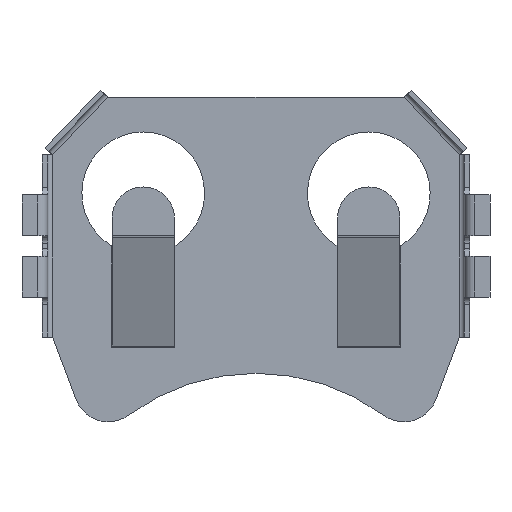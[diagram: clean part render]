
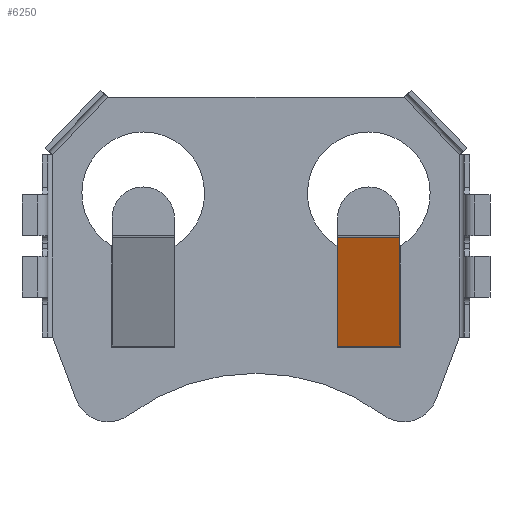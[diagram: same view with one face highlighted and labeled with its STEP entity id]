
A CAD part, front view. The second image highlights one B-rep face of the part: STEP entity #6250.
In plain terms, the highlighted planar face has unit normal (0, -0.94, -0.342).
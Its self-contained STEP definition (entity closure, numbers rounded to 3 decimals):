
#3127 = CYLINDRICAL_SURFACE('',#3128,0.254);
#3128 = AXIS2_PLACEMENT_3D('',#3129,#3130,#3131);
#3129 = CARTESIAN_POINT('',(4.051,-0.254,-12.446));
#3130 = DIRECTION('',(-1.,-0.,-0.));
#3131 = DIRECTION('',(-0.,0.94,0.342));
#5711 = VERTEX_POINT('',#5712);
#5712 = CARTESIAN_POINT('',(7.15,-0.015,-12.359)
  );
#5728 = PLANE('',#5729);
#5729 = AXIS2_PLACEMENT_3D('',#5730,#5731,#5732);
#5730 = CARTESIAN_POINT('',(7.15,0.239,-12.314));
#5731 = DIRECTION('',(-1.,0.,0.));
#5732 = DIRECTION('',(0.,0.,1.));
#5833 = VERTEX_POINT('',#5834);
#5834 = CARTESIAN_POINT('',(4.051,-0.015,-12.359)
  );
#5898 = PLANE('',#5899);
#5899 = AXIS2_PLACEMENT_3D('',#5900,#5901,#5902);
#5900 = CARTESIAN_POINT('',(4.051,0.239,-12.314));
#5901 = DIRECTION('',(1.,0.,-0.));
#5902 = DIRECTION('',(-0.,0.,-1.));
#6017 = EDGE_CURVE('',#5711,#5833,#6018,.T.);
#6018 = SURFACE_CURVE('',#6019,(#6023,#6052),.PCURVE_S1.);
#6019 = LINE('',#6020,#6021);
#6020 = CARTESIAN_POINT('',(7.15,-0.015,-12.359)
  );
#6021 = VECTOR('',#6022,1.);
#6022 = DIRECTION('',(-1.,0.,0.));
#6023 = PCURVE('',#3127,#6024);
#6024 = DEFINITIONAL_REPRESENTATION('',(#6025),#6051);
#6025 = B_SPLINE_CURVE_WITH_KNOTS('',3,(#6026,#6027,#6028,#6029,#6030,
    #6031,#6032,#6033,#6034,#6035,#6036,#6037,#6038,#6039,#6040,#6041,
    #6042,#6043,#6044,#6045,#6046,#6047,#6048,#6049,#6050),
  .UNSPECIFIED.,.F.,.F.,(4,1,1,1,1,1,1,1,1,1,1,1,1,1,1,1,1,1,1,1,1,1,4),
  (0.,0.141,0.282,0.423,
    0.563,0.704,0.845,0.986,
    1.127,1.268,1.409,1.549,1.69,
    1.831,1.972,2.113,2.254,
    2.395,2.535,2.676,2.817,
    2.958,3.099),.QUASI_UNIFORM_KNOTS.);
#6026 = CARTESIAN_POINT('',(0.,-3.099));
#6027 = CARTESIAN_POINT('',(0.,-3.052));
#6028 = CARTESIAN_POINT('',(0.,-2.958));
#6029 = CARTESIAN_POINT('',(0.,-2.817));
#6030 = CARTESIAN_POINT('',(0.,-2.676));
#6031 = CARTESIAN_POINT('',(0.,-2.535));
#6032 = CARTESIAN_POINT('',(0.,-2.395));
#6033 = CARTESIAN_POINT('',(0.,-2.254));
#6034 = CARTESIAN_POINT('',(0.,-2.113));
#6035 = CARTESIAN_POINT('',(0.,-1.972));
#6036 = CARTESIAN_POINT('',(0.,-1.831));
#6037 = CARTESIAN_POINT('',(0.,-1.69));
#6038 = CARTESIAN_POINT('',(0.,-1.549));
#6039 = CARTESIAN_POINT('',(0.,-1.409));
#6040 = CARTESIAN_POINT('',(0.,-1.268));
#6041 = CARTESIAN_POINT('',(0.,-1.127));
#6042 = CARTESIAN_POINT('',(0.,-0.986));
#6043 = CARTESIAN_POINT('',(0.,-0.845));
#6044 = CARTESIAN_POINT('',(0.,-0.704));
#6045 = CARTESIAN_POINT('',(0.,-0.563));
#6046 = CARTESIAN_POINT('',(0.,-0.423));
#6047 = CARTESIAN_POINT('',(0.,-0.282));
#6048 = CARTESIAN_POINT('',(0.,-0.141));
#6049 = CARTESIAN_POINT('',(0.,-0.047));
#6050 = CARTESIAN_POINT('',(0.,0.));
#6051 = ( GEOMETRIC_REPRESENTATION_CONTEXT(2) 
PARAMETRIC_REPRESENTATION_CONTEXT() REPRESENTATION_CONTEXT('2D SPACE',''
  ) );
#6052 = PCURVE('',#6053,#6058);
#6053 = PLANE('',#6054);
#6054 = AXIS2_PLACEMENT_3D('',#6055,#6056,#6057);
#6055 = CARTESIAN_POINT('',(4.051,0.,-12.401));
#6056 = DIRECTION('',(0.,0.94,0.342)
  );
#6057 = DIRECTION('',(0.,-0.342,0.94)
  );
#6058 = DEFINITIONAL_REPRESENTATION('',(#6059),#6063);
#6059 = LINE('',#6060,#6061);
#6060 = CARTESIAN_POINT('',(0.045,3.099));
#6061 = VECTOR('',#6062,1.);
#6062 = DIRECTION('',(0.,-1.));
#6063 = ( GEOMETRIC_REPRESENTATION_CONTEXT(2) 
PARAMETRIC_REPRESENTATION_CONTEXT() REPRESENTATION_CONTEXT('2D SPACE',''
  ) );
#6071 = EDGE_CURVE('',#5833,#6072,#6074,.T.);
#6072 = VERTEX_POINT('',#6073);
#6073 = CARTESIAN_POINT('',(4.051,-1.981,-6.959));
#6074 = SURFACE_CURVE('',#6075,(#6079,#6086),.PCURVE_S1.);
#6075 = LINE('',#6076,#6077);
#6076 = CARTESIAN_POINT('',(4.051,0.,-12.401));
#6077 = VECTOR('',#6078,1.);
#6078 = DIRECTION('',(0.,-0.342,0.94));
#6079 = PCURVE('',#5898,#6080);
#6080 = DEFINITIONAL_REPRESENTATION('',(#6081),#6085);
#6081 = LINE('',#6082,#6083);
#6082 = CARTESIAN_POINT('',(0.087,-0.239));
#6083 = VECTOR('',#6084,1.);
#6084 = DIRECTION('',(-0.94,-0.342));
#6085 = ( GEOMETRIC_REPRESENTATION_CONTEXT(2) 
PARAMETRIC_REPRESENTATION_CONTEXT() REPRESENTATION_CONTEXT('2D SPACE',''
  ) );
#6086 = PCURVE('',#6053,#6087);
#6087 = DEFINITIONAL_REPRESENTATION('',(#6088),#6092);
#6088 = LINE('',#6089,#6090);
#6089 = CARTESIAN_POINT('',(0.,0.));
#6090 = VECTOR('',#6091,1.);
#6091 = DIRECTION('',(1.,0.));
#6092 = ( GEOMETRIC_REPRESENTATION_CONTEXT(2) 
PARAMETRIC_REPRESENTATION_CONTEXT() REPRESENTATION_CONTEXT('2D SPACE',''
  ) );
#6171 = VERTEX_POINT('',#6172);
#6172 = CARTESIAN_POINT('',(7.15,-1.981,-6.959));
#6198 = EDGE_CURVE('',#6171,#5711,#6199,.T.);
#6199 = SURFACE_CURVE('',#6200,(#6204,#6211),.PCURVE_S1.);
#6200 = LINE('',#6201,#6202);
#6201 = CARTESIAN_POINT('',(7.15,0.,-12.401));
#6202 = VECTOR('',#6203,1.);
#6203 = DIRECTION('',(0.,0.342,-0.94));
#6204 = PCURVE('',#5728,#6205);
#6205 = DEFINITIONAL_REPRESENTATION('',(#6206),#6210);
#6206 = LINE('',#6207,#6208);
#6207 = CARTESIAN_POINT('',(-0.087,-0.239));
#6208 = VECTOR('',#6209,1.);
#6209 = DIRECTION('',(-0.94,0.342));
#6210 = ( GEOMETRIC_REPRESENTATION_CONTEXT(2) 
PARAMETRIC_REPRESENTATION_CONTEXT() REPRESENTATION_CONTEXT('2D SPACE',''
  ) );
#6211 = PCURVE('',#6053,#6212);
#6212 = DEFINITIONAL_REPRESENTATION('',(#6213),#6217);
#6213 = LINE('',#6214,#6215);
#6214 = CARTESIAN_POINT('',(0.,3.099));
#6215 = VECTOR('',#6216,1.);
#6216 = DIRECTION('',(-1.,0.));
#6217 = ( GEOMETRIC_REPRESENTATION_CONTEXT(2) 
PARAMETRIC_REPRESENTATION_CONTEXT() REPRESENTATION_CONTEXT('2D SPACE',''
  ) );
#6250 = ADVANCED_FACE('',(#6251),#6053,.F.);
#6251 = FACE_BOUND('',#6252,.T.);
#6252 = EDGE_LOOP('',(#6253,#6254,#6255,#6303));
#6253 = ORIENTED_EDGE('',*,*,#6017,.F.);
#6254 = ORIENTED_EDGE('',*,*,#6198,.F.);
#6255 = ORIENTED_EDGE('',*,*,#6256,.F.);
#6256 = EDGE_CURVE('',#6072,#6171,#6257,.T.);
#6257 = SURFACE_CURVE('',#6258,(#6262,#6269),.PCURVE_S1.);
#6258 = LINE('',#6259,#6260);
#6259 = CARTESIAN_POINT('',(7.15,-1.981,-6.959));
#6260 = VECTOR('',#6261,1.);
#6261 = DIRECTION('',(1.,0.,0.));
#6262 = PCURVE('',#6053,#6263);
#6263 = DEFINITIONAL_REPRESENTATION('',(#6264),#6268);
#6264 = LINE('',#6265,#6266);
#6265 = CARTESIAN_POINT('',(5.791,3.099));
#6266 = VECTOR('',#6267,1.);
#6267 = DIRECTION('',(0.,1.));
#6268 = ( GEOMETRIC_REPRESENTATION_CONTEXT(2) 
PARAMETRIC_REPRESENTATION_CONTEXT() REPRESENTATION_CONTEXT('2D SPACE',''
  ) );
#6269 = PCURVE('',#6270,#6275);
#6270 = CYLINDRICAL_SURFACE('',#6271,0.254);
#6271 = AXIS2_PLACEMENT_3D('',#6272,#6273,#6274);
#6272 = CARTESIAN_POINT('',(4.051,-1.742,-6.872));
#6273 = DIRECTION('',(-1.,-0.,0.));
#6274 = DIRECTION('',(0.,0.,1.));
#6275 = DEFINITIONAL_REPRESENTATION('',(#6276),#6302);
#6276 = B_SPLINE_CURVE_WITH_KNOTS('',3,(#6277,#6278,#6279,#6280,#6281,
    #6282,#6283,#6284,#6285,#6286,#6287,#6288,#6289,#6290,#6291,#6292,
    #6293,#6294,#6295,#6296,#6297,#6298,#6299,#6300,#6301),
  .UNSPECIFIED.,.F.,.F.,(4,1,1,1,1,1,1,1,1,1,1,1,1,1,1,1,1,1,1,1,1,1,4),
  (-3.099,-2.958,-2.817,-2.676,
    -2.535,-2.395,-2.254,-2.113,
    -1.972,-1.831,-1.69,-1.549,
    -1.409,-1.268,-1.127,-0.986,
    -0.845,-0.704,-0.563,-0.423,
    -0.282,-0.141,0.),.UNSPECIFIED.);
#6277 = CARTESIAN_POINT('',(4.363,0.));
#6278 = CARTESIAN_POINT('',(4.363,-0.047));
#6279 = CARTESIAN_POINT('',(4.363,-0.141));
#6280 = CARTESIAN_POINT('',(4.363,-0.282));
#6281 = CARTESIAN_POINT('',(4.363,-0.423));
#6282 = CARTESIAN_POINT('',(4.363,-0.563));
#6283 = CARTESIAN_POINT('',(4.363,-0.704));
#6284 = CARTESIAN_POINT('',(4.363,-0.845));
#6285 = CARTESIAN_POINT('',(4.363,-0.986));
#6286 = CARTESIAN_POINT('',(4.363,-1.127));
#6287 = CARTESIAN_POINT('',(4.363,-1.268));
#6288 = CARTESIAN_POINT('',(4.363,-1.409));
#6289 = CARTESIAN_POINT('',(4.363,-1.549));
#6290 = CARTESIAN_POINT('',(4.363,-1.69));
#6291 = CARTESIAN_POINT('',(4.363,-1.831));
#6292 = CARTESIAN_POINT('',(4.363,-1.972));
#6293 = CARTESIAN_POINT('',(4.363,-2.113));
#6294 = CARTESIAN_POINT('',(4.363,-2.254));
#6295 = CARTESIAN_POINT('',(4.363,-2.395));
#6296 = CARTESIAN_POINT('',(4.363,-2.535));
#6297 = CARTESIAN_POINT('',(4.363,-2.676));
#6298 = CARTESIAN_POINT('',(4.363,-2.817));
#6299 = CARTESIAN_POINT('',(4.363,-2.958));
#6300 = CARTESIAN_POINT('',(4.363,-3.052));
#6301 = CARTESIAN_POINT('',(4.363,-3.099));
#6302 = ( GEOMETRIC_REPRESENTATION_CONTEXT(2) 
PARAMETRIC_REPRESENTATION_CONTEXT() REPRESENTATION_CONTEXT('2D SPACE',''
  ) );
#6303 = ORIENTED_EDGE('',*,*,#6071,.F.);
